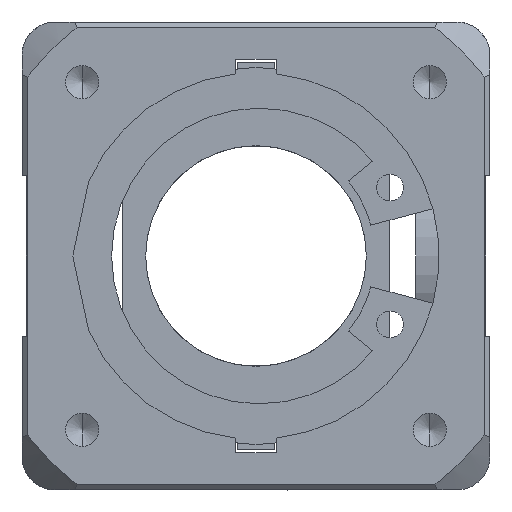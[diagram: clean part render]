
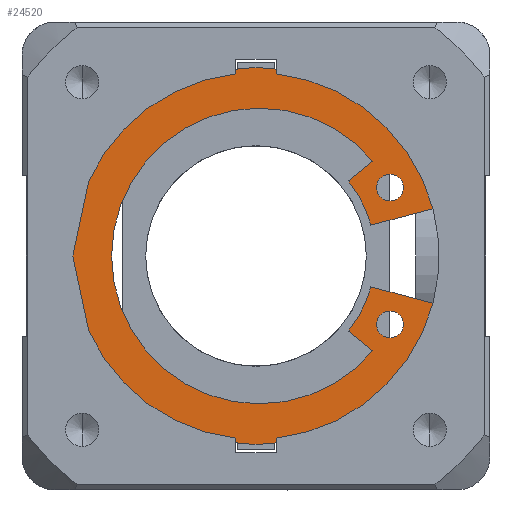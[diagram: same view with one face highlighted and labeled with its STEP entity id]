
A CAD part, left-side view. The second image highlights one B-rep face of the part: STEP entity #24520.
In plain terms, the highlighted planar face has unit normal (-1, 0, 0).
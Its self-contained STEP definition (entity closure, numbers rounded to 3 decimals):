
#18 = ORIENTED_EDGE ( 'NONE', *, *, #4692, .T. ) ;
#210 = AXIS2_PLACEMENT_3D ( 'NONE', #4697, #13492, #2030 ) ;
#402 = DIRECTION ( 'NONE',  ( 0., 0., -1. ) ) ;
#431 = EDGE_CURVE ( 'NONE', #15645, #29657, #8449, .T. ) ;
#897 = DIRECTION ( 'NONE',  ( 0., -0.966, 0.259 ) ) ;
#1170 = ORIENTED_EDGE ( 'NONE', *, *, #34111, .T. ) ;
#1489 = AXIS2_PLACEMENT_3D ( 'NONE', #8686, #13671, #402 ) ;
#1751 = VERTEX_POINT ( 'NONE', #15763 ) ;
#1799 = DIRECTION ( 'NONE',  ( 0., -0.776, -0.631 ) ) ;
#1998 = ORIENTED_EDGE ( 'NONE', *, *, #23433, .T. ) ;
#2030 = DIRECTION ( 'NONE',  ( 0., 0., -1. ) ) ;
#3006 = VERTEX_POINT ( 'NONE', #4851 ) ;
#3882 = EDGE_CURVE ( 'NONE', #5169, #3006, #33893, .T. ) ;
#4692 = EDGE_CURVE ( 'NONE', #33011, #5169, #26362, .T. ) ;
#4697 = CARTESIAN_POINT ( 'NONE',  ( -26.65, -10.019, -5.117 ) ) ;
#4746 = DIRECTION ( 'NONE',  ( -1., 0., 0. ) ) ;
#4851 = CARTESIAN_POINT ( 'NONE',  ( -26.65, -13.62, 3.649 ) ) ;
#4990 = ORIENTED_EDGE ( 'NONE', *, *, #9840, .T. ) ;
#5169 = VERTEX_POINT ( 'NONE', #12278 ) ;
#5313 = ORIENTED_EDGE ( 'NONE', *, *, #18582, .T. ) ;
#5390 = DIRECTION ( 'NONE',  ( -1., 0., 0. ) ) ;
#5510 = DIRECTION ( 'NONE',  ( 0., 0., -1. ) ) ;
#5566 = AXIS2_PLACEMENT_3D ( 'NONE', #8769, #33619, #17163 ) ;
#5776 = CIRCLE ( 'NONE', #26403, 1. ) ;
#6206 = DIRECTION ( 'NONE',  ( 0., 0.966, 0.259 ) ) ;
#6436 = DIRECTION ( 'NONE',  ( 0., 0., 1. ) ) ;
#7292 = CARTESIAN_POINT ( 'NONE',  ( -26.65, -8.597, -2.303 ) ) ;
#7334 = CARTESIAN_POINT ( 'NONE',  ( -26.65, -10.019, -6.117 ) ) ;
#7582 = PLANE ( 'NONE',  #7742 ) ;
#7665 = DIRECTION ( 'NONE',  ( 0., 0., -1. ) ) ;
#7728 = AXIS2_PLACEMENT_3D ( 'NONE', #8042, #24012, #18572 ) ;
#7742 = AXIS2_PLACEMENT_3D ( 'NONE', #25472, #5390, #6436 ) ;
#7763 = FACE_OUTER_BOUND ( 'NONE', #31152, .T. ) ;
#7854 = CIRCLE ( 'NONE', #26186, 14.1 ) ;
#7933 = AXIS2_PLACEMENT_3D ( 'NONE', #18337, #29366, #34647 ) ;
#8042 = CARTESIAN_POINT ( 'NONE',  ( -26.65, 0., 0. ) ) ;
#8237 = DIRECTION ( 'NONE',  ( 1., 0., 0. ) ) ;
#8449 = CIRCLE ( 'NONE', #5566, 8.9 ) ;
#8479 = ORIENTED_EDGE ( 'NONE', *, *, #3882, .T. ) ;
#8686 = CARTESIAN_POINT ( 'NONE',  ( -26.65, -0.254, 0. ) ) ;
#8769 = CARTESIAN_POINT ( 'NONE',  ( -26.65, 0., 0. ) ) ;
#9412 = ORIENTED_EDGE ( 'NONE', *, *, #34102, .T. ) ;
#9840 = EDGE_CURVE ( 'NONE', #11064, #15645, #19461, .T. ) ;
#10077 = EDGE_CURVE ( 'NONE', #21021, #1751, #27793, .T. ) ;
#10259 = CARTESIAN_POINT ( 'NONE',  ( -26.65, -6.905, 5.615 ) ) ;
#10965 = CARTESIAN_POINT ( 'NONE',  ( -26.65, -0.254, -11.054 ) ) ;
#11064 = VERTEX_POINT ( 'NONE', #33574 ) ;
#11103 = DIRECTION ( 'NONE',  ( 1., 0., 0. ) ) ;
#11868 = CIRCLE ( 'NONE', #22185, 1. ) ;
#11870 = EDGE_CURVE ( 'NONE', #33998, #33184, #34557, .T. ) ;
#11931 = ORIENTED_EDGE ( 'NONE', *, *, #17682, .T. ) ;
#12278 = CARTESIAN_POINT ( 'NONE',  ( -26.65, -8.597, 2.303 ) ) ;
#12514 = ORIENTED_EDGE ( 'NONE', *, *, #23612, .T. ) ;
#12704 = DIRECTION ( 'NONE',  ( 0., 0., -1. ) ) ;
#12832 = CIRCLE ( 'NONE', #17416, 1. ) ;
#13292 = CARTESIAN_POINT ( 'NONE',  ( -26.65, 0., 14.1 ) ) ;
#13363 = CARTESIAN_POINT ( 'NONE',  ( -26.65, 0., 0. ) ) ;
#13492 = DIRECTION ( 'NONE',  ( 1., 0., 0. ) ) ;
#13538 = LINE ( 'NONE', #21819, #15116 ) ;
#13671 = DIRECTION ( 'NONE',  ( 1., 0., 0. ) ) ;
#13823 = ORIENTED_EDGE ( 'NONE', *, *, #21631, .T. ) ;
#13917 = CARTESIAN_POINT ( 'NONE',  ( -26.65, -0.254, 0. ) ) ;
#14030 = VERTEX_POINT ( 'NONE', #13292 ) ;
#14417 = ORIENTED_EDGE ( 'NONE', *, *, #19940, .T. ) ;
#14420 = CARTESIAN_POINT ( 'NONE',  ( -26.65, -10.019, 4.117 ) ) ;
#15116 = VECTOR ( 'NONE', #1799, 1000. ) ;
#15645 = VERTEX_POINT ( 'NONE', #7292 ) ;
#15741 = CARTESIAN_POINT ( 'NONE',  ( -26.65, -8.729, -7.097 ) ) ;
#15763 = CARTESIAN_POINT ( 'NONE',  ( -26.65, -10.019, -4.117 ) ) ;
#16734 = ORIENTED_EDGE ( 'NONE', *, *, #30423, .T. ) ;
#16961 = CIRCLE ( 'NONE', #1489, 11.054 ) ;
#17163 = DIRECTION ( 'NONE',  ( 0., 0., -1. ) ) ;
#17220 = DIRECTION ( 'NONE',  ( 0., 0., -1. ) ) ;
#17416 = AXIS2_PLACEMENT_3D ( 'NONE', #29428, #30161, #5510 ) ;
#17682 = EDGE_CURVE ( 'NONE', #33184, #33011, #24362, .T. ) ;
#17769 = AXIS2_PLACEMENT_3D ( 'NONE', #13917, #8237, #30010 ) ;
#18337 = CARTESIAN_POINT ( 'NONE',  ( -26.65, 0., 0. ) ) ;
#18572 = DIRECTION ( 'NONE',  ( 0., 0., -1. ) ) ;
#18582 = EDGE_CURVE ( 'NONE', #29657, #33039, #13538, .T. ) ;
#18763 = CARTESIAN_POINT ( 'NONE',  ( -26.65, -8.729, 7.097 ) ) ;
#19258 = EDGE_LOOP ( 'NONE', ( #30171, #1170 ) ) ;
#19461 = LINE ( 'NONE', #19816, #23142 ) ;
#19816 = CARTESIAN_POINT ( 'NONE',  ( -26.65, -13.62, -3.649 ) ) ;
#19940 = EDGE_CURVE ( 'NONE', #3006, #14030, #7854, .T. ) ;
#20588 = DIRECTION ( 'NONE',  ( 1., 0., 0. ) ) ;
#20813 = FACE_BOUND ( 'NONE', #19258, .T. ) ;
#21021 = VERTEX_POINT ( 'NONE', #7334 ) ;
#21084 = VERTEX_POINT ( 'NONE', #10965 ) ;
#21194 = FACE_BOUND ( 'NONE', #25793, .T. ) ;
#21414 = VERTEX_POINT ( 'NONE', #14420 ) ;
#21631 = EDGE_CURVE ( 'NONE', #35281, #11064, #33244, .T. ) ;
#21786 = DIRECTION ( 'NONE',  ( 0., 0., -1. ) ) ;
#21819 = CARTESIAN_POINT ( 'NONE',  ( -26.65, -6.905, -5.615 ) ) ;
#21848 = DIRECTION ( 'NONE',  ( 0., 0.776, -0.631 ) ) ;
#22185 = AXIS2_PLACEMENT_3D ( 'NONE', #25073, #11103, #24537 ) ;
#22507 = EDGE_CURVE ( 'NONE', #33039, #21084, #16961, .T. ) ;
#22543 = CARTESIAN_POINT ( 'NONE',  ( -26.65, -6.905, -5.615 ) ) ;
#23142 = VECTOR ( 'NONE', #6206, 1000. ) ;
#23433 = EDGE_CURVE ( 'NONE', #21414, #31485, #11868, .T. ) ;
#23525 = CARTESIAN_POINT ( 'NONE',  ( -26.65, -8.597, 2.303 ) ) ;
#23612 = EDGE_CURVE ( 'NONE', #21084, #33998, #35534, .T. ) ;
#24012 = DIRECTION ( 'NONE',  ( -1., 0., 0. ) ) ;
#24362 = LINE ( 'NONE', #18763, #26307 ) ;
#24520 = ADVANCED_FACE ( 'NONE', ( #21194, #7763, #20813 ), #7582, .T. ) ;
#24537 = DIRECTION ( 'NONE',  ( 0., 0., -1. ) ) ;
#24558 = CARTESIAN_POINT ( 'NONE',  ( -26.65, -10.019, 6.117 ) ) ;
#25073 = CARTESIAN_POINT ( 'NONE',  ( -26.65, -10.019, 5.117 ) ) ;
#25221 = CARTESIAN_POINT ( 'NONE',  ( -26.65, 0., -14.1 ) ) ;
#25224 = AXIS2_PLACEMENT_3D ( 'NONE', #26466, #35400, #21786 ) ;
#25472 = CARTESIAN_POINT ( 'NONE',  ( -26.65, 0., 0. ) ) ;
#25793 = EDGE_LOOP ( 'NONE', ( #1998, #16734 ) ) ;
#26077 = ORIENTED_EDGE ( 'NONE', *, *, #11870, .T. ) ;
#26186 = AXIS2_PLACEMENT_3D ( 'NONE', #13363, #4746, #7665 ) ;
#26307 = VECTOR ( 'NONE', #21848, 1000. ) ;
#26362 = CIRCLE ( 'NONE', #25224, 8.9 ) ;
#26363 = CARTESIAN_POINT ( 'NONE',  ( -26.65, -10.019, 5.117 ) ) ;
#26403 = AXIS2_PLACEMENT_3D ( 'NONE', #26363, #20588, #12704 ) ;
#26466 = CARTESIAN_POINT ( 'NONE',  ( -26.65, 0., 0. ) ) ;
#26790 = AXIS2_PLACEMENT_3D ( 'NONE', #33692, #27871, #17220 ) ;
#26933 = VECTOR ( 'NONE', #897, 1000. ) ;
#27793 = CIRCLE ( 'NONE', #210, 1. ) ;
#27871 = DIRECTION ( 'NONE',  ( 1., 0., 0. ) ) ;
#28382 = CIRCLE ( 'NONE', #7728, 14.1 ) ;
#29366 = DIRECTION ( 'NONE',  ( -1., 0., 0. ) ) ;
#29428 = CARTESIAN_POINT ( 'NONE',  ( -26.65, -10.019, -5.117 ) ) ;
#29470 = CARTESIAN_POINT ( 'NONE',  ( -26.65, -0.254, 11.054 ) ) ;
#29657 = VERTEX_POINT ( 'NONE', #22543 ) ;
#30010 = DIRECTION ( 'NONE',  ( 0., 0., -1. ) ) ;
#30161 = DIRECTION ( 'NONE',  ( 1., 0., 0. ) ) ;
#30171 = ORIENTED_EDGE ( 'NONE', *, *, #10077, .T. ) ;
#30423 = EDGE_CURVE ( 'NONE', #31485, #21414, #5776, .T. ) ;
#31152 = EDGE_LOOP ( 'NONE', ( #14417, #9412, #13823, #4990, #34806, #5313, #32214, #12514, #26077, #11931, #18, #8479 ) ) ;
#31485 = VERTEX_POINT ( 'NONE', #24558 ) ;
#32214 = ORIENTED_EDGE ( 'NONE', *, *, #22507, .T. ) ;
#33011 = VERTEX_POINT ( 'NONE', #10259 ) ;
#33039 = VERTEX_POINT ( 'NONE', #15741 ) ;
#33184 = VERTEX_POINT ( 'NONE', #33303 ) ;
#33244 = CIRCLE ( 'NONE', #7933, 14.1 ) ;
#33303 = CARTESIAN_POINT ( 'NONE',  ( -26.65, -8.729, 7.097 ) ) ;
#33574 = CARTESIAN_POINT ( 'NONE',  ( -26.65, -13.62, -3.649 ) ) ;
#33619 = DIRECTION ( 'NONE',  ( 1., 0., 0. ) ) ;
#33692 = CARTESIAN_POINT ( 'NONE',  ( -26.65, -0.254, 0. ) ) ;
#33893 = LINE ( 'NONE', #23525, #26933 ) ;
#33998 = VERTEX_POINT ( 'NONE', #29470 ) ;
#34102 = EDGE_CURVE ( 'NONE', #14030, #35281, #28382, .T. ) ;
#34111 = EDGE_CURVE ( 'NONE', #1751, #21021, #12832, .T. ) ;
#34557 = CIRCLE ( 'NONE', #17769, 11.054 ) ;
#34647 = DIRECTION ( 'NONE',  ( 0., 0., -1. ) ) ;
#34806 = ORIENTED_EDGE ( 'NONE', *, *, #431, .T. ) ;
#35281 = VERTEX_POINT ( 'NONE', #25221 ) ;
#35400 = DIRECTION ( 'NONE',  ( 1., 0., 0. ) ) ;
#35534 = CIRCLE ( 'NONE', #26790, 11.054 ) ;
